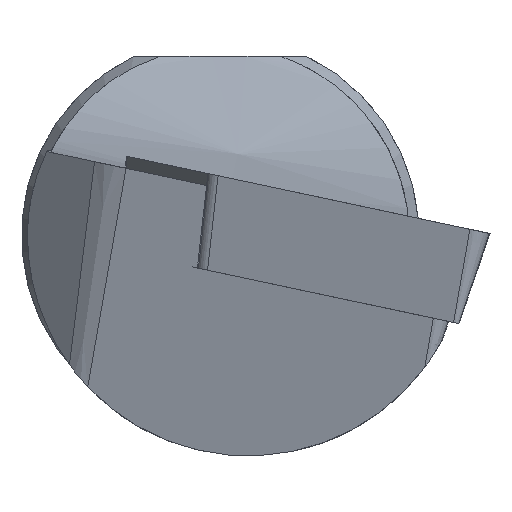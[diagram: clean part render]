
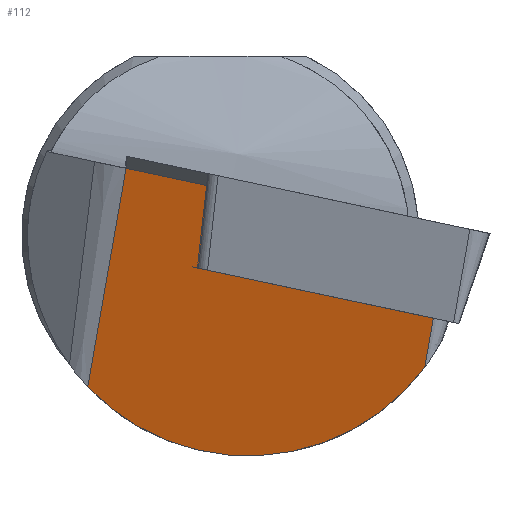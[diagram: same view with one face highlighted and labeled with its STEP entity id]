
A CAD part, left-side view. The second image highlights one B-rep face of the part: STEP entity #112.
In plain terms, the highlighted planar face has unit normal (-0.949, 0.311, -0.058).
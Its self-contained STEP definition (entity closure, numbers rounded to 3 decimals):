
#112=ADVANCED_FACE('',(#165),#147,.T.);
#147=PLANE('',#653);
#165=FACE_OUTER_BOUND('',#199,.T.);
#199=EDGE_LOOP('',(#247,#248,#249,#250,#251,#252));
#235=ELLIPSE('',#652,5.852,5.55);
#247=ORIENTED_EDGE('',*,*,#484,.F.);
#248=ORIENTED_EDGE('',*,*,#485,.F.);
#249=ORIENTED_EDGE('',*,*,#486,.T.);
#250=ORIENTED_EDGE('',*,*,#487,.T.);
#251=ORIENTED_EDGE('',*,*,#488,.F.);
#252=ORIENTED_EDGE('',*,*,#489,.F.);
#425=VERTEX_POINT('',#883);
#426=VERTEX_POINT('',#884);
#427=VERTEX_POINT('',#886);
#428=VERTEX_POINT('',#888);
#429=VERTEX_POINT('',#890);
#430=VERTEX_POINT('',#892);
#484=EDGE_CURVE('',#425,#426,#572,.T.);
#485=EDGE_CURVE('',#427,#425,#573,.T.);
#486=EDGE_CURVE('',#427,#428,#574,.T.);
#487=EDGE_CURVE('',#428,#429,#235,.T.);
#488=EDGE_CURVE('',#430,#429,#575,.T.);
#489=EDGE_CURVE('',#426,#430,#576,.T.);
#572=LINE('',#882,#612);
#573=LINE('',#885,#613);
#574=LINE('',#887,#614);
#575=LINE('',#891,#615);
#576=LINE('',#893,#616);
#612=VECTOR('',#719,1.);
#613=VECTOR('',#720,1.);
#614=VECTOR('',#721,1.);
#615=VECTOR('',#724,1.);
#616=VECTOR('',#725,1.);
#652=AXIS2_PLACEMENT_3D('',#889,#722,#723);
#653=AXIS2_PLACEMENT_3D('',#894,#726,#727);
#719=DIRECTION('',(0.098,0.112,-0.989));
#720=DIRECTION('',(-0.295,-0.935,-0.199));
#721=DIRECTION('',(0.116,0.171,-0.978));
#722=DIRECTION('',(-0.948,0.311,-0.058));
#723=DIRECTION('',(0.317,0.932,-0.175));
#724=DIRECTION('',(0.116,0.171,-0.978));
#725=DIRECTION('',(-0.295,-0.935,-0.199));
#726=DIRECTION('',(-0.948,0.311,-0.058));
#727=DIRECTION('',(-0.312,-0.95,0.));
#882=CARTESIAN_POINT('',(2.441,0.328,1.142));
#883=CARTESIAN_POINT('',(2.43,0.316,1.248));
#884=CARTESIAN_POINT('',(2.635,0.551,-0.828));
#885=CARTESIAN_POINT('',(0.527,-5.72,-0.035));
#886=CARTESIAN_POINT('',(3.078,2.37,1.685));
#887=CARTESIAN_POINT('',(3.043,2.318,1.981));
#888=CARTESIAN_POINT('',(3.732,3.332,-3.814));
#889=CARTESIAN_POINT('',(2.173,-0.7,0.));
#890=CARTESIAN_POINT('',(0.919,-5.144,-3.324));
#891=CARTESIAN_POINT('',(0.492,-5.772,0.261));
#892=CARTESIAN_POINT('',(0.771,-5.361,-2.085));
#893=CARTESIAN_POINT('',(0.771,-5.361,-2.085));
#894=CARTESIAN_POINT('',(0.492,-5.772,0.261));
